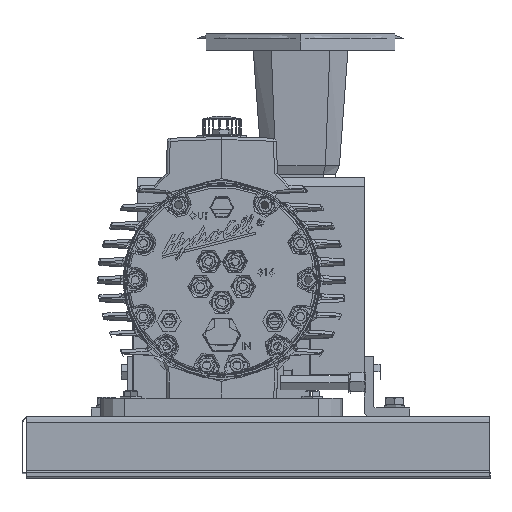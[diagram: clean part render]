
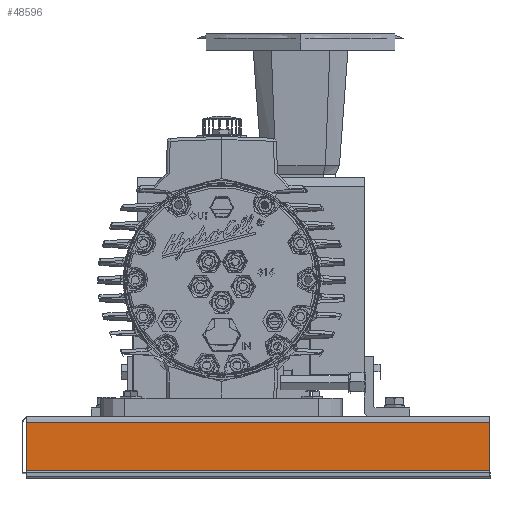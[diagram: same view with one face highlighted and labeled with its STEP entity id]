
A CAD part, top view. The second image highlights one B-rep face of the part: STEP entity #48596.
In plain terms, the highlighted planar face has unit normal (0, 0, 1).
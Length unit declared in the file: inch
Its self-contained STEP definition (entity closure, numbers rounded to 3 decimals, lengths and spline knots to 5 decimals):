
#8251 = DIRECTION ( 'NONE',  ( 1., 0., 0. ) ) ;
#16894 = DIRECTION ( 'NONE',  ( 0., -1., 0. ) ) ;
#17873 = CARTESIAN_POINT ( 'NONE',  ( 11.07, -7.882, 10.34 ) ) ;
#22837 = FACE_OUTER_BOUND ( 'NONE', #44145, .T. ) ;
#24059 = VERTEX_POINT ( 'NONE', #17873 ) ;
#26617 = CARTESIAN_POINT ( 'NONE',  ( 1.505, 11.6677, 10.34 ) ) ;
#27508 = CARTESIAN_POINT ( 'NONE',  ( 11.07, -5.878, 10.34 ) ) ;
#29664 = EDGE_CURVE ( 'NONE', #62454, #24059, #46761, .T. ) ;
#34843 = VERTEX_POINT ( 'NONE', #27508 ) ;
#35333 = DIRECTION ( 'NONE',  ( 0., 1., 0. ) ) ;
#36595 = ORIENTED_EDGE ( 'NONE', *, *, #76026, .T. ) ;
#40084 = LINE ( 'NONE', #67433, #60552 ) ;
#40833 = ORIENTED_EDGE ( 'NONE', *, *, #29664, .T. ) ;
#42511 = VECTOR ( 'NONE', #103808, 39.37008 ) ;
#44145 = EDGE_LOOP ( 'NONE', ( #103123, #40833, #36595, #110262 ) ) ;
#44279 = EDGE_CURVE ( 'NONE', #76229, #62454, #100915, .T. ) ;
#46761 = LINE ( 'NONE', #95157, #102572 ) ;
#48596 = ADVANCED_FACE ( 'NONE', ( #22837 ), #95919, .T. ) ;
#49608 = EDGE_CURVE ( 'NONE', #76229, #34843, #40084, .T. ) ;
#50734 = DIRECTION ( 'NONE',  ( 1., 0., 0. ) ) ;
#54607 = VECTOR ( 'NONE', #16894, 39.37008 ) ;
#60552 = VECTOR ( 'NONE', #50734, 39.37008 ) ;
#62454 = VERTEX_POINT ( 'NONE', #113143 ) ;
#67433 = CARTESIAN_POINT ( 'NONE',  ( 1.505, -5.878, 10.34 ) ) ;
#76026 = EDGE_CURVE ( 'NONE', #24059, #34843, #86097, .T. ) ;
#76229 = VERTEX_POINT ( 'NONE', #90034 ) ;
#77802 = CARTESIAN_POINT ( 'NONE',  ( -8.06, -7.7323, 10.34 ) ) ;
#86097 = LINE ( 'NONE', #86294, #42511 ) ;
#86294 = CARTESIAN_POINT ( 'NONE',  ( 11.07, -7.7323, 10.34 ) ) ;
#87545 = DIRECTION ( 'NONE',  ( 0., 0., 1. ) ) ;
#90034 = CARTESIAN_POINT ( 'NONE',  ( -8.06, -5.878, 10.34 ) ) ;
#95157 = CARTESIAN_POINT ( 'NONE',  ( 1.505, -7.882, 10.34 ) ) ;
#95919 = PLANE ( 'NONE',  #110542 ) ;
#100915 = LINE ( 'NONE', #77802, #54607 ) ;
#102572 = VECTOR ( 'NONE', #8251, 39.37008 ) ;
#103123 = ORIENTED_EDGE ( 'NONE', *, *, #44279, .T. ) ;
#103808 = DIRECTION ( 'NONE',  ( 0., 1., 0. ) ) ;
#110262 = ORIENTED_EDGE ( 'NONE', *, *, #49608, .F. ) ;
#110542 = AXIS2_PLACEMENT_3D ( 'NONE', #26617, #87545, #35333 ) ;
#113143 = CARTESIAN_POINT ( 'NONE',  ( -8.06, -7.882, 10.34 ) ) ;
